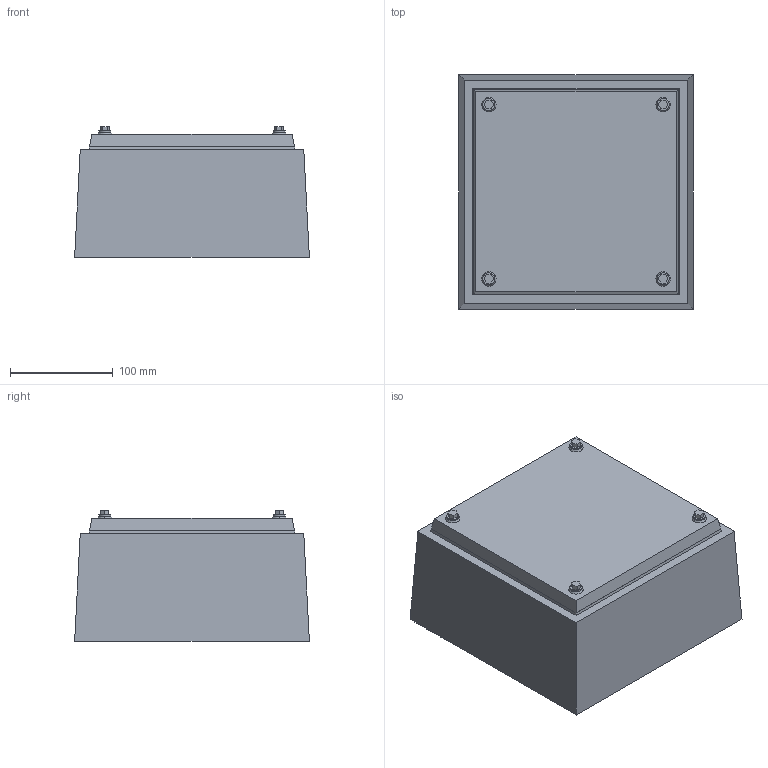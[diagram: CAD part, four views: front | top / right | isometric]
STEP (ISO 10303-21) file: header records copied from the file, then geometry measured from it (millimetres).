
FILE_DESCRIPTION (( 'STEP AP214' ), '1' );
FILE_NAME ('2451-2020-12-00.step', '2023-11-15T14:16:04', ( '' ), ( '' ), 'SwSTEP 2.0', 'SolidWorks 2019', '' );
FILE_SCHEMA (( 'AUTOMOTIVE_DESIGN' ));
Length unit declared in the file: millimetre
Products named in the file (5): 2451-2020-12-00; Korpus_2020-12; Deckel_2451-2020-01-00; Dichtung_2451-2020-00-88; Befestigungssatz 2451-7000-00-10
Assembly tree (4 placements, depth 2):
  2451-2020-12-00
    Korpus_2020-12
    Deckel_2451-2020-01-00
    Befestigungssatz 2451-7000-00-10
    Dichtung_2451-2020-00-88
Bounding box: 229 x 229 x 127.4 mm (x, y, z)
Volume: 413639.6 mm3; surface area: 523607.1 mm2
Topology: 37 solids, 37 shells, 768 faces, 1804 edges, 1192 vertices
Faces by surface type: plane 508, cylinder 252, cone 8
Entity records: 23513 total; most frequent: DIRECTION 3898, CARTESIAN_POINT 3771, ORIENTED_EDGE 3608, EDGE_CURVE 1804, AXIS2_PLACEMENT_3D 1319, LINE 1260, VECTOR 1260, VERTEX_POINT 1192
